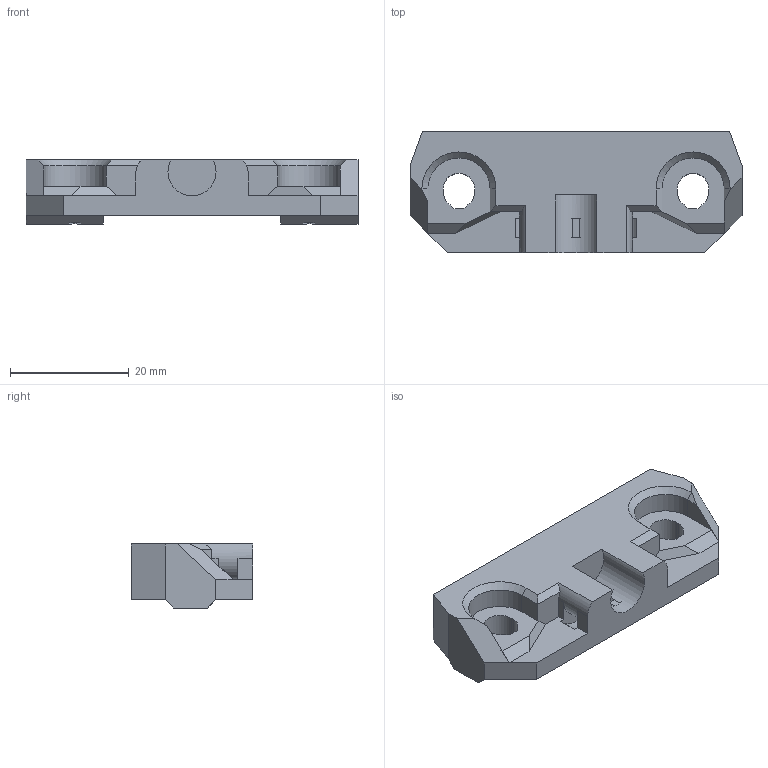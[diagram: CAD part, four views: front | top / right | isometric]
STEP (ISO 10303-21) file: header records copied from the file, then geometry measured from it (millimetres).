
FILE_DESCRIPTION(/* description */ (''),/* implementation_level */ '2;1');
FILE_NAME(/* name */ 'rod_holder.step',/* time_stamp */ '2017-11-20T22:25:32+01:00',/* author */ ('gregsaun'),/* organization */ (''),/* preprocessor_version */ 'ST-DEVELOPER v16.13',/* originating_system */ 'Autodesk Translation Framework v6.5.0.72',/* authorisation */ '');
FILE_SCHEMA (('AUTOMOTIVE_DESIGN { 1 0 10303 214 3 1 1 }'));
Length unit declared in the file: millimetre
Products named in the file (1): rod_holder
Bounding box: 56 x 20.5 x 10.8 mm (x, y, z)
Volume: 6820.6 mm3; surface area: 4715.8 mm2
Topology: 1 solids, 8 shells, 119 faces, 310 edges, 202 vertices
Faces by surface type: plane 100, cylinder 17, cone 2
Entity records: 3642 total; most frequent: CARTESIAN_POINT 632, ORIENTED_EDGE 620, DIRECTION 598, EDGE_CURVE 310, LINE 262, VECTOR 262, VERTEX_POINT 202, AXIS2_PLACEMENT_3D 168
